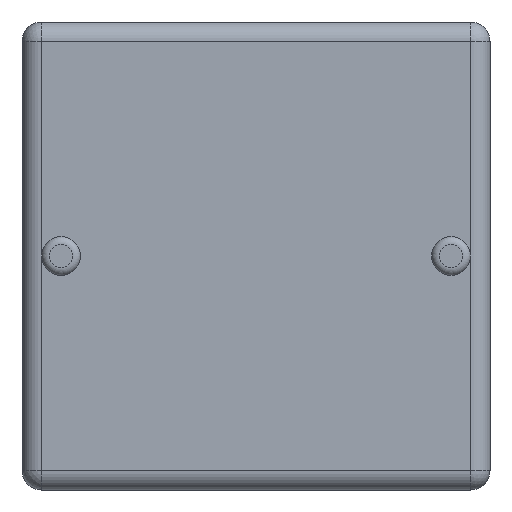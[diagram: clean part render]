
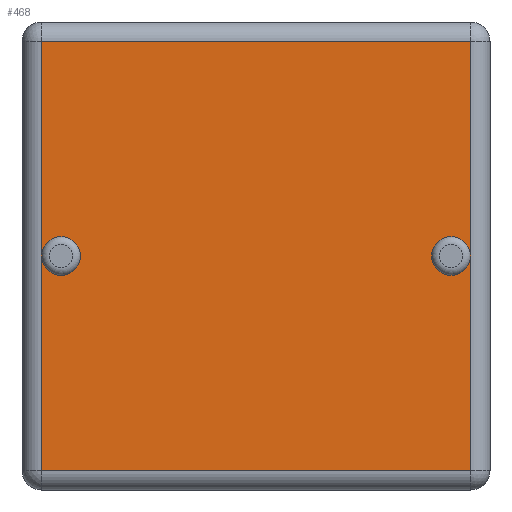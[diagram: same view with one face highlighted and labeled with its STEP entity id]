
A CAD part, front view. The second image highlights one B-rep face of the part: STEP entity #468.
In plain terms, the highlighted planar face has unit normal (0, -1, 0).
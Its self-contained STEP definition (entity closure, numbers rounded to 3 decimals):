
#27=PLANE('',#540);
#41=FACE_OUTER_BOUND('',#75,.T.);
#75=EDGE_LOOP('',(#341,#342,#343,#344,#345,#346,#347,#348,#349));
#105=LINE('',#811,#135);
#106=LINE('',#813,#136);
#107=LINE('',#814,#137);
#108=LINE('',#816,#138);
#109=LINE('',#818,#139);
#110=LINE('',#819,#140);
#135=VECTOR('',#644,10.);
#136=VECTOR('',#645,10.);
#137=VECTOR('',#646,10.);
#138=VECTOR('',#647,10.);
#139=VECTOR('',#648,10.);
#140=VECTOR('',#649,10.);
#170=CIRCLE('',#532,0.5);
#171=CIRCLE('',#533,0.5);
#175=CIRCLE('',#539,0.5);
#208=VERTEX_POINT('',#794);
#209=VERTEX_POINT('',#796);
#212=VERTEX_POINT('',#806);
#213=VERTEX_POINT('',#810);
#214=VERTEX_POINT('',#812);
#215=VERTEX_POINT('',#815);
#216=VERTEX_POINT('',#817);
#249=EDGE_CURVE('',#209,#208,#170,.T.);
#250=EDGE_CURVE('',#208,#209,#171,.T.);
#255=EDGE_CURVE('',#212,#212,#175,.T.);
#256=EDGE_CURVE('',#213,#212,#105,.T.);
#257=EDGE_CURVE('',#214,#213,#106,.T.);
#258=EDGE_CURVE('',#209,#214,#107,.T.);
#259=EDGE_CURVE('',#215,#209,#108,.T.);
#260=EDGE_CURVE('',#216,#215,#109,.T.);
#261=EDGE_CURVE('',#212,#216,#110,.T.);
#341=ORIENTED_EDGE('',*,*,#256,.F.);
#342=ORIENTED_EDGE('',*,*,#257,.F.);
#343=ORIENTED_EDGE('',*,*,#258,.F.);
#344=ORIENTED_EDGE('',*,*,#249,.T.);
#345=ORIENTED_EDGE('',*,*,#250,.T.);
#346=ORIENTED_EDGE('',*,*,#259,.F.);
#347=ORIENTED_EDGE('',*,*,#260,.F.);
#348=ORIENTED_EDGE('',*,*,#261,.F.);
#349=ORIENTED_EDGE('',*,*,#255,.T.);
#468=ADVANCED_FACE('',(#41),#27,.F.);
#532=AXIS2_PLACEMENT_3D('',#797,#625,#626);
#533=AXIS2_PLACEMENT_3D('',#798,#627,#628);
#539=AXIS2_PLACEMENT_3D('',#808,#640,#641);
#540=AXIS2_PLACEMENT_3D('',#809,#642,#643);
#625=DIRECTION('center_axis',(0.,1.,0.));
#626=DIRECTION('ref_axis',(1.,0.,0.));
#627=DIRECTION('center_axis',(0.,1.,0.));
#628=DIRECTION('ref_axis',(1.,0.,0.));
#640=DIRECTION('center_axis',(0.,1.,0.));
#641=DIRECTION('ref_axis',(1.,0.,0.));
#642=DIRECTION('center_axis',(0.,1.,0.));
#643=DIRECTION('ref_axis',(0.,0.,1.));
#644=DIRECTION('',(0.,0.,1.));
#645=DIRECTION('',(-1.,0.,0.));
#646=DIRECTION('',(0.,0.,-1.));
#647=DIRECTION('',(0.,0.,-1.));
#648=DIRECTION('',(1.,0.,0.));
#649=DIRECTION('',(0.,0.,1.));
#794=CARTESIAN_POINT('',(4.5,0.,0.));
#796=CARTESIAN_POINT('',(5.5,0.,0.));
#797=CARTESIAN_POINT('Origin',(5.,0.,0.));
#798=CARTESIAN_POINT('Origin',(5.,0.,0.));
#806=CARTESIAN_POINT('',(-5.5,0.,0.));
#808=CARTESIAN_POINT('Origin',(-5.,0.,0.));
#809=CARTESIAN_POINT('Origin',(0.,0.,0.));
#810=CARTESIAN_POINT('',(-5.5,0.,-5.5));
#811=CARTESIAN_POINT('',(-5.5,0.,-3.));
#812=CARTESIAN_POINT('',(5.5,0.,-5.5));
#813=CARTESIAN_POINT('',(3.,0.,-5.5));
#814=CARTESIAN_POINT('',(5.5,0.,3.));
#815=CARTESIAN_POINT('',(5.5,0.,5.5));
#816=CARTESIAN_POINT('',(5.5,0.,3.));
#817=CARTESIAN_POINT('',(-5.5,0.,5.5));
#818=CARTESIAN_POINT('',(-3.,0.,5.5));
#819=CARTESIAN_POINT('',(-5.5,0.,-3.));
